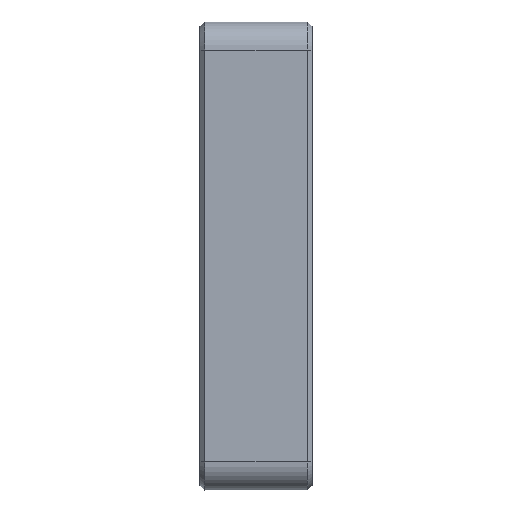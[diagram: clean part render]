
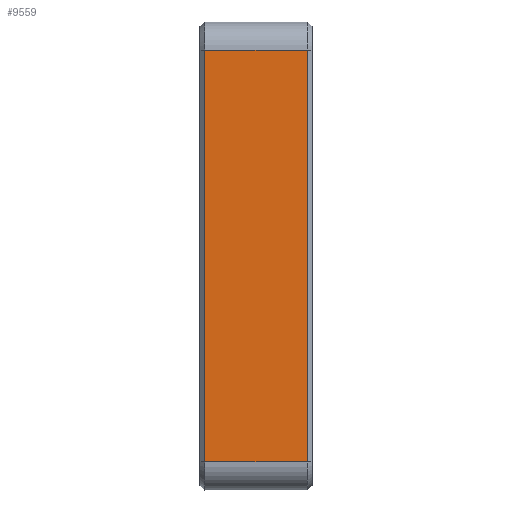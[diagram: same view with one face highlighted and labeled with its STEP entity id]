
A CAD part, front view. The second image highlights one B-rep face of the part: STEP entity #9559.
In plain terms, the highlighted planar face has unit normal (0, -1, 0).
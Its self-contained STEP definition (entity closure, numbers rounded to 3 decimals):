
#54 = VERTEX_POINT ( 'NONE', #3642 ) ;
#645 = EDGE_LOOP ( 'NONE', ( #10969, #6003, #4446, #7728 ) ) ;
#1139 = DIRECTION ( 'NONE',  ( -1., 0., 0. ) ) ;
#2033 = CARTESIAN_POINT ( 'NONE',  ( 3., -12.5, -11. ) ) ;
#2410 = VERTEX_POINT ( 'NONE', #6353 ) ;
#2482 = VECTOR ( 'NONE', #4022, 1000. ) ;
#3060 = DIRECTION ( 'NONE',  ( 0., 0., -1. ) ) ;
#3642 = CARTESIAN_POINT ( 'NONE',  ( -2.75, -12.5, -11. ) ) ;
#4022 = DIRECTION ( 'NONE',  ( 0., 0., -1. ) ) ;
#4292 = EDGE_CURVE ( 'NONE', #10394, #2410, #4837, .T. ) ;
#4446 = ORIENTED_EDGE ( 'NONE', *, *, #4292, .F. ) ;
#4837 = LINE ( 'NONE', #9438, #7555 ) ;
#4990 = DIRECTION ( 'NONE',  ( 1., 0., 0. ) ) ;
#5789 = FACE_OUTER_BOUND ( 'NONE', #645, .T. ) ;
#5903 = DIRECTION ( 'NONE',  ( 0., 1., 0. ) ) ;
#6003 = ORIENTED_EDGE ( 'NONE', *, *, #6652, .F. ) ;
#6353 = CARTESIAN_POINT ( 'NONE',  ( 2.75, -12.5, -11. ) ) ;
#6652 = EDGE_CURVE ( 'NONE', #2410, #54, #10251, .T. ) ;
#6831 = LINE ( 'NONE', #10356, #10814 ) ;
#7499 = DIRECTION ( 'NONE',  ( 0., 0., 1. ) ) ;
#7555 = VECTOR ( 'NONE', #3060, 1000. ) ;
#7666 = CARTESIAN_POINT ( 'NONE',  ( 3., -12.5, 12.5 ) ) ;
#7684 = LINE ( 'NONE', #11291, #2482 ) ;
#7728 = ORIENTED_EDGE ( 'NONE', *, *, #11004, .F. ) ;
#7748 = AXIS2_PLACEMENT_3D ( 'NONE', #7666, #5903, #7499 ) ;
#8684 = VECTOR ( 'NONE', #1139, 1000. ) ;
#9438 = CARTESIAN_POINT ( 'NONE',  ( 2.75, -12.5, 12.5 ) ) ;
#9559 = ADVANCED_FACE ( 'NONE', ( #5789 ), #10440, .F. ) ;
#9608 = VERTEX_POINT ( 'NONE', #10680 ) ;
#10251 = LINE ( 'NONE', #2033, #8684 ) ;
#10356 = CARTESIAN_POINT ( 'NONE',  ( 3., -12.5, 11. ) ) ;
#10394 = VERTEX_POINT ( 'NONE', #11594 ) ;
#10440 = PLANE ( 'NONE',  #7748 ) ;
#10680 = CARTESIAN_POINT ( 'NONE',  ( -2.75, -12.5, 11. ) ) ;
#10814 = VECTOR ( 'NONE', #4990, 1000. ) ;
#10969 = ORIENTED_EDGE ( 'NONE', *, *, #11479, .T. ) ;
#11004 = EDGE_CURVE ( 'NONE', #9608, #10394, #6831, .T. ) ;
#11291 = CARTESIAN_POINT ( 'NONE',  ( -2.75, -12.5, 12.5 ) ) ;
#11479 = EDGE_CURVE ( 'NONE', #9608, #54, #7684, .T. ) ;
#11594 = CARTESIAN_POINT ( 'NONE',  ( 2.75, -12.5, 11. ) ) ;
